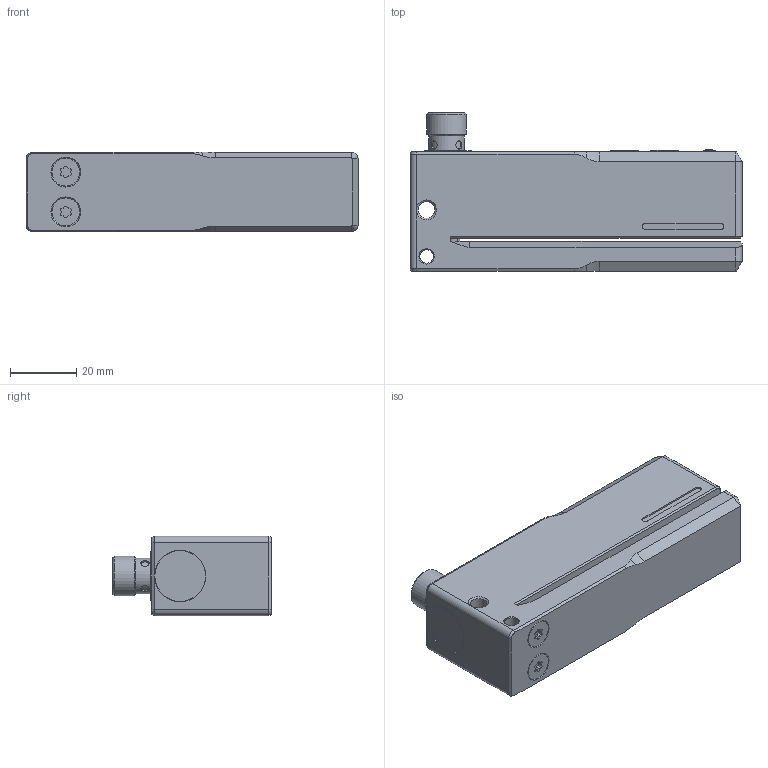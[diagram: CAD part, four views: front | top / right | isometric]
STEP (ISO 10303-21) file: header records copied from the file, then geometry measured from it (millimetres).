
FILE_DESCRIPTION(/* description */ (''),/* implementation_level */ '2;1');
FILE_NAME(/* name */ 'KGUTI-80-1-G3-RB4.stp',/* time_stamp */ '2023-03-16T13:32:22+01:00',/* author */ ('S. Sandt'),/* organization */ ('di-soric GmbH & Co. KG'),/* preprocessor_version */ 'ST-DEVELOPER v18.1',/* originating_system */ 'Autodesk Inventor 2022',/* authorisation */ '');
FILE_SCHEMA (('AUTOMOTIVE_DESIGN { 1 0 10303 214 3 1 1 }'));
Length unit declared in the file: millimetre
Products named in the file (1): KGUTI-80-1-G3-RB4
Bounding box: 100 x 47.8 x 24 mm (x, y, z)
Volume: 82492.4 mm3; surface area: 21421.6 mm2
Topology: 1 solids, 7 shells, 565 faces, 1385 edges, 869 vertices
Faces by surface type: plane 300, cylinder 171, cone 27, bspline 25, torus 22, sphere 20
Full cylindrical faces by diameter (mm): 1 x4, 2.5 x4, 4 x2, 4.134 x1, 4.3 x2, 5 x1, 8.3 x1, 8.4 x2, 9 x2, 9.75 x1, 9.8 x1, 10.8 x1, 12 x1, 15.3 x1, 15.5 x2
Entity records: 17614 total; most frequent: CARTESIAN_POINT 3490, DIRECTION 2786, ORIENTED_EDGE 2770, EDGE_CURVE 1385, LINE 930, VECTOR 930, AXIS2_PLACEMENT_3D 928, VERTEX_POINT 869
